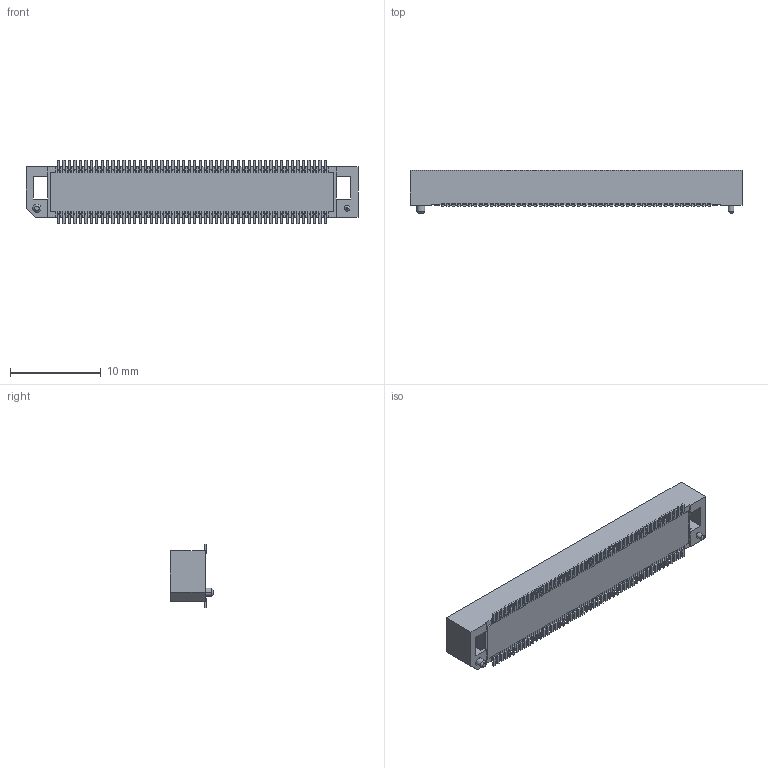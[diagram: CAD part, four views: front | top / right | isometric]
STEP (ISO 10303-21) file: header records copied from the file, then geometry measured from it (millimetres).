
FILE_DESCRIPTION(('OneSpaceDesigner STEP Export'),'2;1');
FILE_NAME('FX8C-100S-SV.stp','2007-03-20T18:29:17',(''),(''),'OneSpace Designer STEP processor (Jan. 2003) for AP214(CD)(Solid Model)','OneSpace Designer 12.00 10-Sep-2003 (C) CoCreate Software GmbH','');
FILE_SCHEMA(('AUTOMOTIVE_DESIGN_CC2 {1 2 10303 214 -1 1 5 1}'));
Length unit declared in the file: millimetre
Products named in the file (2): FX8C-100S-SV
Assembly tree (1 placements, depth 2):
  FX8C-100S-SV
    FX8C-100S-SV
Bounding box: 36.6 x 4.75 x 7 mm (x, y, z)
Volume: 586.3 mm3; surface area: 1380.7 mm2
Topology: 1 solids, 1 shells, 1274 faces, 3803 edges, 2530 vertices
Faces by surface type: plane 1266, cone 4, cylinder 4
Entity records: 48278 total; most frequent: ORIENTED_EDGE 7606, CARTESIAN_POINT 7595, DIRECTION 6343, EDGE_CURVE 3803, VECTOR 3787, LINE 3787, VERTEX_POINT 2530, AXIS2_PLACEMENT_3D 1278
